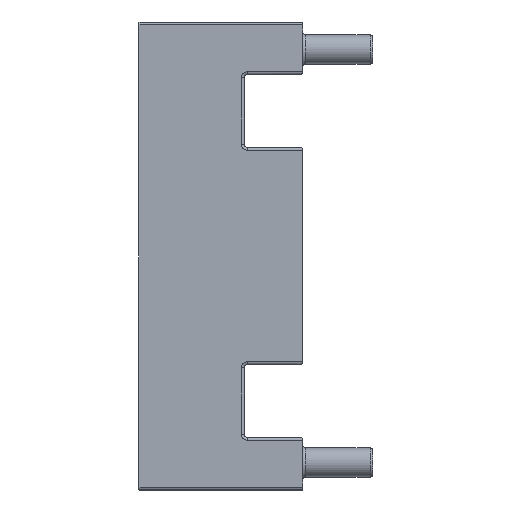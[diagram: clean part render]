
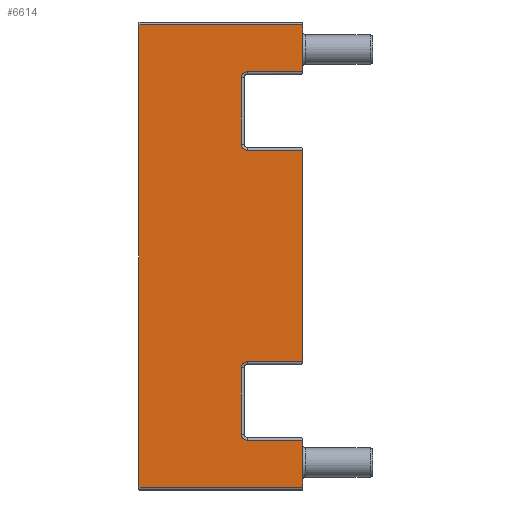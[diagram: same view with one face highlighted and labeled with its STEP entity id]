
A CAD part, left-side view. The second image highlights one B-rep face of the part: STEP entity #6614.
In plain terms, the highlighted planar face has unit normal (-1, 0, 0).
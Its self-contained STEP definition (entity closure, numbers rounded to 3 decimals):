
#135 = EDGE_CURVE ( 'NONE', #2031, #4445, #8452, .T. ) ;
#152 = ORIENTED_EDGE ( 'NONE', *, *, #4318, .F. ) ;
#181 = CIRCLE ( 'NONE', #6998, 1. ) ;
#334 = CARTESIAN_POINT ( 'NONE',  ( -153., 10.5, -19.1 ) ) ;
#376 = CIRCLE ( 'NONE', #8596, 1. ) ;
#395 = CARTESIAN_POINT ( 'NONE',  ( -153., 9.5, 30.5 ) ) ;
#451 = DIRECTION ( 'NONE',  ( 0., 0., -1. ) ) ;
#502 = VECTOR ( 'NONE', #2261, 1000. ) ;
#607 = VERTEX_POINT ( 'NONE', #4034 ) ;
#672 = CARTESIAN_POINT ( 'NONE',  ( -153., 10.5, 30.5 ) ) ;
#808 = EDGE_CURVE ( 'NONE', #4445, #1826, #5766, .T. ) ;
#865 = ORIENTED_EDGE ( 'NONE', *, *, #8503, .F. ) ;
#868 = CARTESIAN_POINT ( 'NONE',  ( -153., 0., 18.1 ) ) ;
#988 = ORIENTED_EDGE ( 'NONE', *, *, #135, .T. ) ;
#1016 = EDGE_CURVE ( 'NONE', #607, #3332, #376, .T. ) ;
#1083 = VECTOR ( 'NONE', #5398, 1000. ) ;
#1085 = CARTESIAN_POINT ( 'NONE',  ( -153., 28., 18.1 ) ) ;
#1095 = VECTOR ( 'NONE', #7255, 1000. ) ;
#1205 = DIRECTION ( 'NONE',  ( -1., 0., 0. ) ) ;
#1321 = DIRECTION ( 'NONE',  ( 0., 0., 1. ) ) ;
#1419 = VERTEX_POINT ( 'NONE', #868 ) ;
#1476 = DIRECTION ( 'NONE',  ( 0., 1., 0. ) ) ;
#1663 = ORIENTED_EDGE ( 'NONE', *, *, #7020, .F. ) ;
#1760 = CARTESIAN_POINT ( 'NONE',  ( -153., 9.5, 19.1 ) ) ;
#1771 = EDGE_CURVE ( 'NONE', #3503, #7364, #6083, .T. ) ;
#1817 = VECTOR ( 'NONE', #7732, 1000. ) ;
#1826 = VERTEX_POINT ( 'NONE', #6295 ) ;
#1887 = VERTEX_POINT ( 'NONE', #334 ) ;
#1892 = CARTESIAN_POINT ( 'NONE',  ( -153., 9.5, 18.1 ) ) ;
#2000 = EDGE_CURVE ( 'NONE', #1826, #6934, #7300, .T. ) ;
#2031 = VERTEX_POINT ( 'NONE', #5328 ) ;
#2261 = DIRECTION ( 'NONE',  ( 0., -1., 0. ) ) ;
#2285 = EDGE_CURVE ( 'NONE', #7766, #3503, #4317, .T. ) ;
#2314 = DIRECTION ( 'NONE',  ( 0., 0., -1. ) ) ;
#2350 = DIRECTION ( 'NONE',  ( 0., 1., 0. ) ) ;
#2423 = AXIS2_PLACEMENT_3D ( 'NONE', #395, #8276, #2314 ) ;
#2430 = AXIS2_PLACEMENT_3D ( 'NONE', #7165, #1205, #3859 ) ;
#2558 = EDGE_CURVE ( 'NONE', #607, #8194, #4672, .T. ) ;
#2713 = CARTESIAN_POINT ( 'NONE',  ( -153., 10.5, 31. ) ) ;
#2969 = CIRCLE ( 'NONE', #2423, 1. ) ;
#3015 = VECTOR ( 'NONE', #4404, 1000. ) ;
#3039 = CARTESIAN_POINT ( 'NONE',  ( -153., 28., 40. ) ) ;
#3049 = DIRECTION ( 'NONE',  ( 0., -1., 0. ) ) ;
#3146 = EDGE_LOOP ( 'NONE', ( #7667, #4178, #5540, #3957, #1663, #8247, #7615, #7946, #4451, #7797, #865, #5765, #8135, #8234, #152, #988 ) ) ;
#3189 = DIRECTION ( 'NONE',  ( 0., 0., 1. ) ) ;
#3251 = CARTESIAN_POINT ( 'NONE',  ( -153., 10.5, -30.5 ) ) ;
#3306 = EDGE_CURVE ( 'NONE', #7871, #1887, #8504, .T. ) ;
#3319 = LINE ( 'NONE', #7513, #6454 ) ;
#3332 = VERTEX_POINT ( 'NONE', #1892 ) ;
#3381 = VECTOR ( 'NONE', #2350, 1000. ) ;
#3428 = VECTOR ( 'NONE', #4457, 1000. ) ;
#3503 = VERTEX_POINT ( 'NONE', #7443 ) ;
#3859 = DIRECTION ( 'NONE',  ( 0., 0., -1. ) ) ;
#3876 = VECTOR ( 'NONE', #1476, 1000. ) ;
#3915 = VERTEX_POINT ( 'NONE', #4247 ) ;
#3935 = VERTEX_POINT ( 'NONE', #6905 ) ;
#3957 = ORIENTED_EDGE ( 'NONE', *, *, #3306, .T. ) ;
#4034 = CARTESIAN_POINT ( 'NONE',  ( -153., 10.5, 19.1 ) ) ;
#4040 = VECTOR ( 'NONE', #4195, 1000. ) ;
#4066 = EDGE_CURVE ( 'NONE', #7607, #3915, #5592, .T. ) ;
#4178 = ORIENTED_EDGE ( 'NONE', *, *, #2000, .T. ) ;
#4195 = DIRECTION ( 'NONE',  ( 0., 0., 1. ) ) ;
#4247 = CARTESIAN_POINT ( 'NONE',  ( -153., 0., -18.1 ) ) ;
#4254 = CARTESIAN_POINT ( 'NONE',  ( -153., 28., 31.5 ) ) ;
#4271 = DIRECTION ( 'NONE',  ( 0., 0., -1. ) ) ;
#4300 = DIRECTION ( 'NONE',  ( 1., 0., 0. ) ) ;
#4317 = LINE ( 'NONE', #5758, #3015 ) ;
#4318 = EDGE_CURVE ( 'NONE', #2031, #7364, #7554, .T. ) ;
#4360 = DIRECTION ( 'NONE',  ( -1., 0., 0. ) ) ;
#4379 = CARTESIAN_POINT ( 'NONE',  ( -153., 28., -18.1 ) ) ;
#4404 = DIRECTION ( 'NONE',  ( 0., 0., 1. ) ) ;
#4445 = VERTEX_POINT ( 'NONE', #7640 ) ;
#4451 = ORIENTED_EDGE ( 'NONE', *, *, #1016, .F. ) ;
#4457 = DIRECTION ( 'NONE',  ( 0., 0., 1. ) ) ;
#4672 = LINE ( 'NONE', #2713, #1083 ) ;
#4938 = CARTESIAN_POINT ( 'NONE',  ( -153., 0., 31.5 ) ) ;
#4950 = PLANE ( 'NONE',  #7827 ) ;
#5328 = CARTESIAN_POINT ( 'NONE',  ( -153., 28., -39.5 ) ) ;
#5398 = DIRECTION ( 'NONE',  ( 0., 0., 1. ) ) ;
#5540 = ORIENTED_EDGE ( 'NONE', *, *, #7910, .F. ) ;
#5555 = LINE ( 'NONE', #4254, #502 ) ;
#5592 = LINE ( 'NONE', #4379, #1817 ) ;
#5640 = DIRECTION ( 'NONE',  ( 0., 0., -1. ) ) ;
#5758 = CARTESIAN_POINT ( 'NONE',  ( -153., 0., 40. ) ) ;
#5765 = ORIENTED_EDGE ( 'NONE', *, *, #5832, .T. ) ;
#5766 = LINE ( 'NONE', #7858, #3428 ) ;
#5782 = FACE_OUTER_BOUND ( 'NONE', #3146, .T. ) ;
#5832 = EDGE_CURVE ( 'NONE', #3935, #7766, #5555, .T. ) ;
#6061 = VECTOR ( 'NONE', #3049, 1000. ) ;
#6083 = LINE ( 'NONE', #8012, #3876 ) ;
#6223 = VECTOR ( 'NONE', #3189, 1000. ) ;
#6295 = CARTESIAN_POINT ( 'NONE',  ( -153., 0., -31.5 ) ) ;
#6321 = CARTESIAN_POINT ( 'NONE',  ( -153., 9.5, -31.5 ) ) ;
#6345 = LINE ( 'NONE', #1085, #3381 ) ;
#6454 = VECTOR ( 'NONE', #1321, 1000. ) ;
#6595 = CARTESIAN_POINT ( 'NONE',  ( -153., 9.5, -19.1 ) ) ;
#6614 = ADVANCED_FACE ( 'NONE', ( #5782 ), #4950, .F. ) ;
#6643 = EDGE_CURVE ( 'NONE', #1419, #3332, #6345, .T. ) ;
#6671 = CARTESIAN_POINT ( 'NONE',  ( -153., 9.5, -18.1 ) ) ;
#6772 = CARTESIAN_POINT ( 'NONE',  ( -153., 28., 40. ) ) ;
#6905 = CARTESIAN_POINT ( 'NONE',  ( -153., 9.5, 31.5 ) ) ;
#6934 = VERTEX_POINT ( 'NONE', #6321 ) ;
#6998 = AXIS2_PLACEMENT_3D ( 'NONE', #6595, #7763, #451 ) ;
#7009 = CARTESIAN_POINT ( 'NONE',  ( -153., 28., 39.5 ) ) ;
#7011 = CARTESIAN_POINT ( 'NONE',  ( -153., 28., -39.5 ) ) ;
#7020 = EDGE_CURVE ( 'NONE', #7607, #1887, #181, .T. ) ;
#7165 = CARTESIAN_POINT ( 'NONE',  ( -153., 9.5, -30.5 ) ) ;
#7255 = DIRECTION ( 'NONE',  ( 0., 1., 0. ) ) ;
#7300 = LINE ( 'NONE', #8343, #1095 ) ;
#7364 = VERTEX_POINT ( 'NONE', #7009 ) ;
#7430 = CIRCLE ( 'NONE', #2430, 1. ) ;
#7443 = CARTESIAN_POINT ( 'NONE',  ( -153., 0., 39.5 ) ) ;
#7513 = CARTESIAN_POINT ( 'NONE',  ( -153., 0., 40. ) ) ;
#7554 = LINE ( 'NONE', #6772, #4040 ) ;
#7591 = EDGE_CURVE ( 'NONE', #3915, #1419, #3319, .T. ) ;
#7607 = VERTEX_POINT ( 'NONE', #6671 ) ;
#7615 = ORIENTED_EDGE ( 'NONE', *, *, #7591, .T. ) ;
#7640 = CARTESIAN_POINT ( 'NONE',  ( -153., 0., -39.5 ) ) ;
#7667 = ORIENTED_EDGE ( 'NONE', *, *, #808, .T. ) ;
#7732 = DIRECTION ( 'NONE',  ( 0., -1., 0. ) ) ;
#7757 = CARTESIAN_POINT ( 'NONE',  ( -153., 10.5, -18.6 ) ) ;
#7763 = DIRECTION ( 'NONE',  ( -1., 0., 0. ) ) ;
#7766 = VERTEX_POINT ( 'NONE', #4938 ) ;
#7797 = ORIENTED_EDGE ( 'NONE', *, *, #2558, .T. ) ;
#7827 = AXIS2_PLACEMENT_3D ( 'NONE', #3039, #4300, #5640 ) ;
#7858 = CARTESIAN_POINT ( 'NONE',  ( -153., 0., 40. ) ) ;
#7871 = VERTEX_POINT ( 'NONE', #3251 ) ;
#7910 = EDGE_CURVE ( 'NONE', #7871, #6934, #7430, .T. ) ;
#7946 = ORIENTED_EDGE ( 'NONE', *, *, #6643, .T. ) ;
#8012 = CARTESIAN_POINT ( 'NONE',  ( -153., 28., 39.5 ) ) ;
#8135 = ORIENTED_EDGE ( 'NONE', *, *, #2285, .T. ) ;
#8194 = VERTEX_POINT ( 'NONE', #672 ) ;
#8234 = ORIENTED_EDGE ( 'NONE', *, *, #1771, .T. ) ;
#8247 = ORIENTED_EDGE ( 'NONE', *, *, #4066, .T. ) ;
#8276 = DIRECTION ( 'NONE',  ( -1., 0., 0. ) ) ;
#8343 = CARTESIAN_POINT ( 'NONE',  ( -153., 28., -31.5 ) ) ;
#8452 = LINE ( 'NONE', #7011, #6061 ) ;
#8503 = EDGE_CURVE ( 'NONE', #3935, #8194, #2969, .T. ) ;
#8504 = LINE ( 'NONE', #7757, #6223 ) ;
#8596 = AXIS2_PLACEMENT_3D ( 'NONE', #1760, #4360, #4271 ) ;
